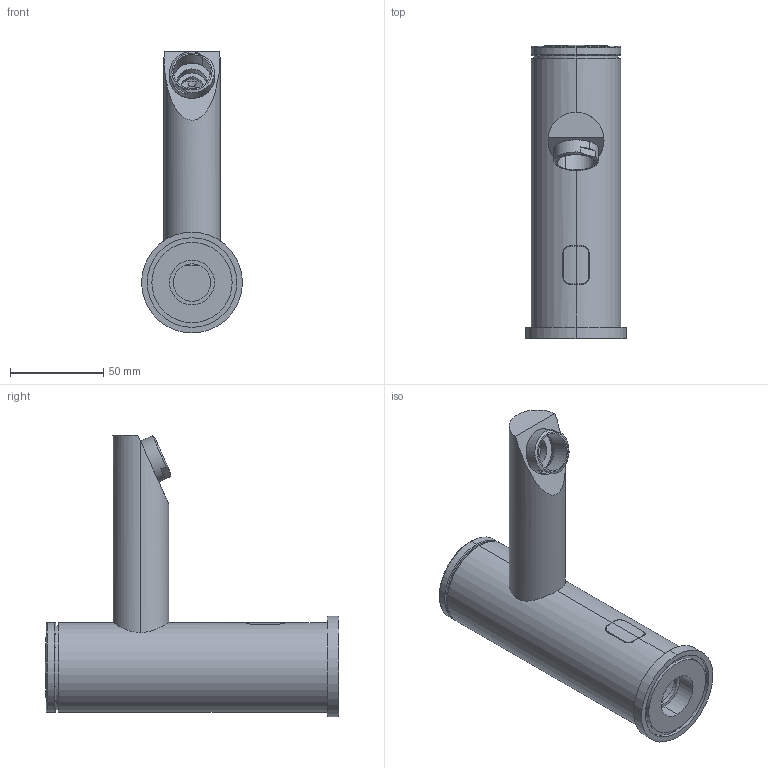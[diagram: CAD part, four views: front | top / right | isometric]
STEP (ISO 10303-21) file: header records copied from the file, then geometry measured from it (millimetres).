
FILE_DESCRIPTION (( 'STEP AP203' ), '1' );
FILE_NAME ('Autoflo Pillar Standard.STEP', '2021-08-24T00:20:12', ( '' ), ( '' ), 'SwSTEP 2.0', 'SolidWorks 2021', '' );
FILE_SCHEMA (( 'CONFIG_CONTROL_DESIGN' ));
Length unit declared in the file: millimetre
Products named in the file (7): 184_simple_body; rectangular_sensor; CAP84; Autoflo Pillar Standard; 07040008; SPT08; 184_RD_dressring
Assembly tree (6 placements, depth 2):
  Autoflo Pillar Standard
    rectangular_sensor
    SPT08
    07040008
    CAP84
    184_RD_dressring
    184_simple_body
Bounding box: 54 x 157 x 150.98 mm (x, y, z)
Volume: 194692.9 mm3; surface area: 76566.3 mm2
Topology: 7 solids, 7 shells, 202 faces, 505 edges, 326 vertices
Faces by surface type: cylinder 104, plane 67, cone 17, bspline 7, torus 6, sphere 1
Entity records: 9936 total; most frequent: CARTESIAN_POINT 4458, ORIENTED_EDGE 1000, DIRECTION 985, EDGE_CURVE 500, AXIS2_PLACEMENT_3D 385, VERTEX_POINT 324, EDGE_LOOP 224, LINE 215
